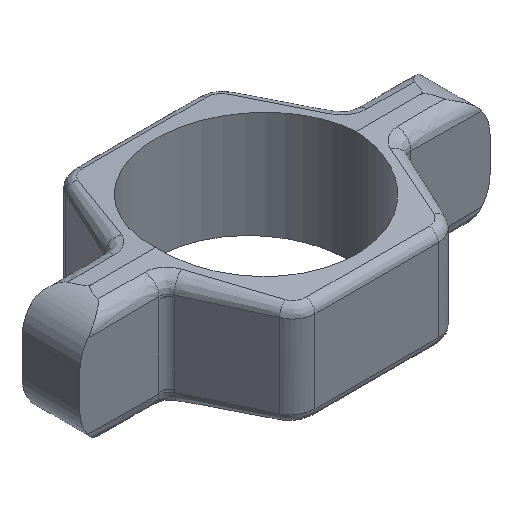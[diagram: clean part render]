
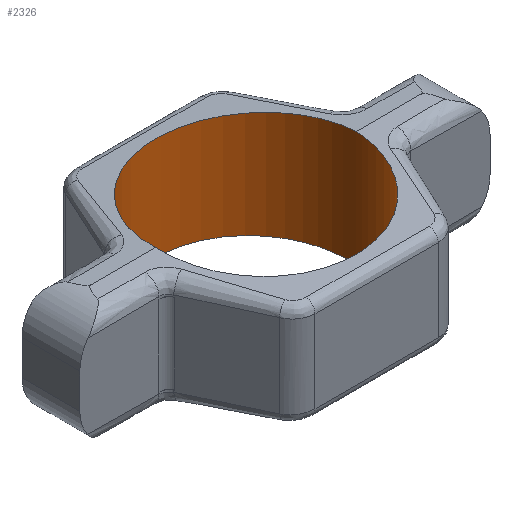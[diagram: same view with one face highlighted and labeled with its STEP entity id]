
A CAD part, isometric view. The second image highlights one B-rep face of the part: STEP entity #2326.
In plain terms, the highlighted cylindrical face has radius 31.686 mm (diameter 63.373 mm), a full revolution.
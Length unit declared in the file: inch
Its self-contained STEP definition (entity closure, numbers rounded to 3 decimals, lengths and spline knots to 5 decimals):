
#27 = CARTESIAN_POINT ( 'NONE',  ( 1.2475, 0., 0.71674 ) ) ;
#83 = DIRECTION ( 'NONE',  ( -1., 0., 0. ) ) ;
#84 = ORIENTED_EDGE ( 'NONE', *, *, #2847, .T. ) ;
#227 = CARTESIAN_POINT ( 'NONE',  ( -1.2475, 2.495, -0.56414 ) ) ;
#254 = CARTESIAN_POINT ( 'NONE',  ( 1.2475, 0., -0.71674 ) ) ;
#329 = EDGE_CURVE ( 'NONE', #1751, #917, #1851, .T. ) ;
#366 = CARTESIAN_POINT ( 'NONE',  ( 1.2475, -2.495, -0.56414 ) ) ;
#415 = ORIENTED_EDGE ( 'NONE', *, *, #1724, .F. ) ;
#533 = CARTESIAN_POINT ( 'NONE',  ( 1.2475, 0., 0.71674 ) ) ;
#589 = ORIENTED_EDGE ( 'NONE', *, *, #2274, .F. ) ;
#638 = VERTEX_POINT ( 'NONE', #254 ) ;
#848 = ORIENTED_EDGE ( 'NONE', *, *, #329, .T. ) ;
#877 = CYLINDRICAL_SURFACE ( 'NONE', #2695, 1.2475 ) ;
#917 = VERTEX_POINT ( 'NONE', #27 ) ;
#1017 = CARTESIAN_POINT ( 'NONE',  ( 0., 0., 0.625 ) ) ;
#1082 =( BOUNDED_CURVE ( )  B_SPLINE_CURVE ( 3, ( #3102, #227, #1147, #2873 ),
 .UNSPECIFIED., .F., .T. ) 
 B_SPLINE_CURVE_WITH_KNOTS ( ( 4, 4 ),
 ( 1.5708, 4.71239 ),
 .UNSPECIFIED. ) 
 CURVE ( )  GEOMETRIC_REPRESENTATION_ITEM ( )  RATIONAL_B_SPLINE_CURVE ( ( 1., 0.333, 0.333, 1. ) ) 
 REPRESENTATION_ITEM ( '' )  );
#1089 = FACE_OUTER_BOUND ( 'NONE', #1240, .T. ) ;
#1115 = CARTESIAN_POINT ( 'NONE',  ( -1.2475, -2.495, 0.56414 ) ) ;
#1147 = CARTESIAN_POINT ( 'NONE',  ( 1.2475, 2.495, -0.56414 ) ) ;
#1240 = EDGE_LOOP ( 'NONE', ( #589, #848 ) ) ;
#1258 = CARTESIAN_POINT ( 'NONE',  ( -1.2475, -2.495, -0.56414 ) ) ;
#1431 = CARTESIAN_POINT ( 'NONE',  ( -1.2475, 2.495, 0.56414 ) ) ;
#1581 = EDGE_LOOP ( 'NONE', ( #415, #84 ) ) ;
#1632 = CARTESIAN_POINT ( 'NONE',  ( 1.2475, -2.495, 0.56414 ) ) ;
#1649 = FACE_OUTER_BOUND ( 'NONE', #1581, .T. ) ;
#1724 = EDGE_CURVE ( 'NONE', #2776, #638, #1787, .T. ) ;
#1751 = VERTEX_POINT ( 'NONE', #2291 ) ;
#1787 =( BOUNDED_CURVE ( )  B_SPLINE_CURVE ( 3, ( #1930, #1258, #366, #2056 ),
 .UNSPECIFIED., .F., .T. ) 
 B_SPLINE_CURVE_WITH_KNOTS ( ( 4, 4 ),
 ( 1.5708, 4.71239 ),
 .UNSPECIFIED. ) 
 CURVE ( )  GEOMETRIC_REPRESENTATION_ITEM ( )  RATIONAL_B_SPLINE_CURVE ( ( 1., 0.333, 0.333, 1. ) ) 
 REPRESENTATION_ITEM ( '' )  );
#1851 =( BOUNDED_CURVE ( )  B_SPLINE_CURVE ( 3, ( #2836, #1115, #1632, #3080 ),
 .UNSPECIFIED., .F., .T. ) 
 B_SPLINE_CURVE_WITH_KNOTS ( ( 4, 4 ),
 ( 4.71239, 7.85398 ),
 .UNSPECIFIED. ) 
 CURVE ( )  GEOMETRIC_REPRESENTATION_ITEM ( )  RATIONAL_B_SPLINE_CURVE ( ( 1., 0.333, 0.333, 1. ) ) 
 REPRESENTATION_ITEM ( '' )  );
#1930 = CARTESIAN_POINT ( 'NONE',  ( -1.2475, 0., -0.71674 ) ) ;
#1961 = CARTESIAN_POINT ( 'NONE',  ( 1.2475, 2.495, 0.56414 ) ) ;
#1995 = DIRECTION ( 'NONE',  ( 0., 0., -1. ) ) ;
#2056 = CARTESIAN_POINT ( 'NONE',  ( 1.2475, 0., -0.71674 ) ) ;
#2274 = EDGE_CURVE ( 'NONE', #1751, #917, #2422, .T. ) ;
#2291 = CARTESIAN_POINT ( 'NONE',  ( -1.2475, 0., 0.71674 ) ) ;
#2298 = CARTESIAN_POINT ( 'NONE',  ( -1.2475, 0., -0.71674 ) ) ;
#2326 = ADVANCED_FACE ( 'NONE', ( #1649, #1089 ), #877, .F. ) ;
#2422 =( BOUNDED_CURVE ( )  B_SPLINE_CURVE ( 3, ( #2935, #1431, #1961, #533 ),
 .UNSPECIFIED., .F., .T. ) 
 B_SPLINE_CURVE_WITH_KNOTS ( ( 4, 4 ),
 ( 4.71239, 7.85398 ),
 .UNSPECIFIED. ) 
 CURVE ( )  GEOMETRIC_REPRESENTATION_ITEM ( )  RATIONAL_B_SPLINE_CURVE ( ( 1., 0.333, 0.333, 1. ) ) 
 REPRESENTATION_ITEM ( '' )  );
#2695 = AXIS2_PLACEMENT_3D ( 'NONE', #1017, #1995, #83 ) ;
#2776 = VERTEX_POINT ( 'NONE', #2298 ) ;
#2836 = CARTESIAN_POINT ( 'NONE',  ( -1.2475, 0., 0.71674 ) ) ;
#2847 = EDGE_CURVE ( 'NONE', #2776, #638, #1082, .T. ) ;
#2873 = CARTESIAN_POINT ( 'NONE',  ( 1.2475, 0., -0.71674 ) ) ;
#2935 = CARTESIAN_POINT ( 'NONE',  ( -1.2475, 0., 0.71674 ) ) ;
#3080 = CARTESIAN_POINT ( 'NONE',  ( 1.2475, 0., 0.71674 ) ) ;
#3102 = CARTESIAN_POINT ( 'NONE',  ( -1.2475, 0., -0.71674 ) ) ;
